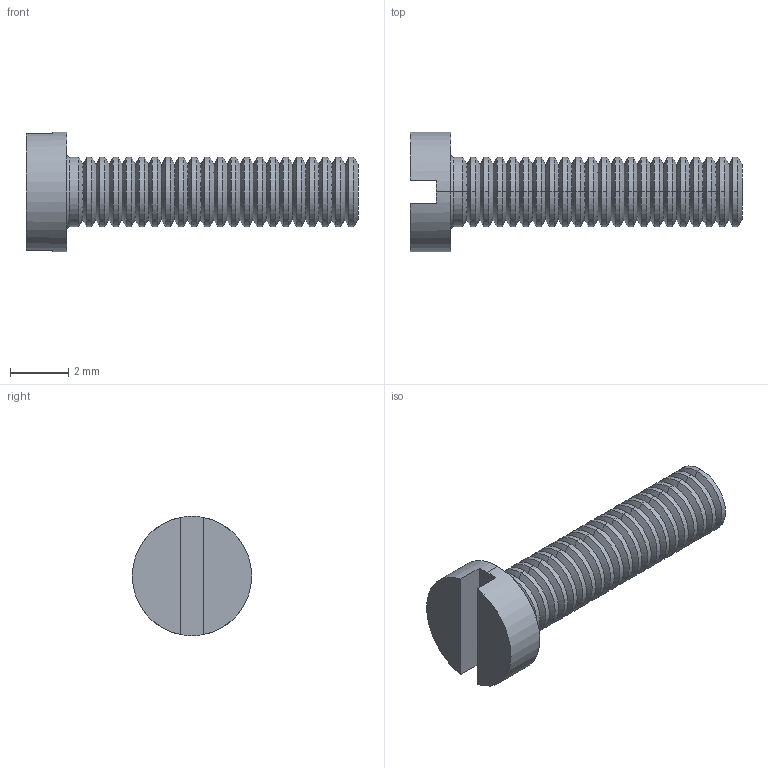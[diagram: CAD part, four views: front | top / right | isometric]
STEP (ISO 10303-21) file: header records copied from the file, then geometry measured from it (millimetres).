
FILE_DESCRIPTION (( 'STEP AP214' ), '1' );
FILE_NAME ('Screw M2.4 x 10.STEP', '2025-07-06T08:34:22', ( '' ), ( '' ), 'SwSTEP 2.0', 'SolidWorks 2025', '' );
FILE_SCHEMA (( 'AUTOMOTIVE_DESIGN' ));
Length unit declared in the file: millimetre
Products named in the file (1): Screw M2.4 x 10_KS 1021 FF - M2.5 x 10-S
Bounding box: 11.4 x 4.1 x 4.1 mm (x, y, z)
Volume: 55.6 mm3; surface area: 160 mm2
Topology: 1 solids, 1 shells, 141 faces, 284 edges, 146 vertices
Faces by surface type: cone 86, cylinder 46, plane 7, torus 2
Entity records: 3596 total; most frequent: DIRECTION 712, CARTESIAN_POINT 572, ORIENTED_EDGE 568, AXIS2_PLACEMENT_3D 286, EDGE_CURVE 284, VERTEX_POINT 146, CIRCLE 144, EDGE_LOOP 142
